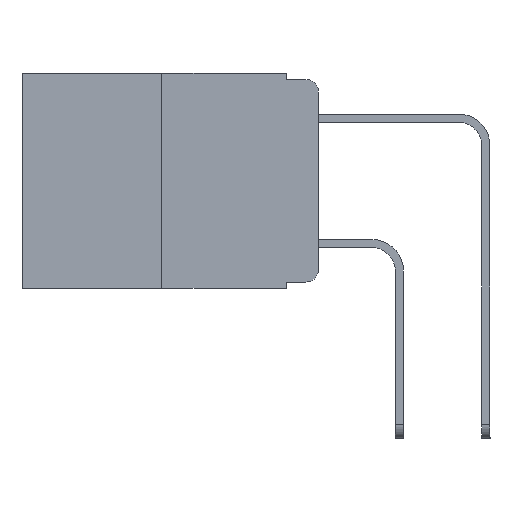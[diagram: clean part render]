
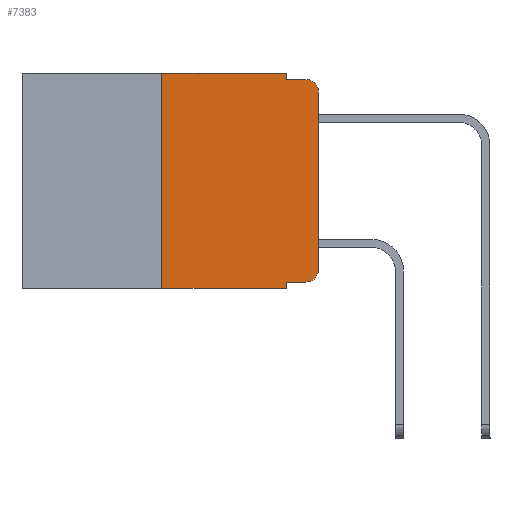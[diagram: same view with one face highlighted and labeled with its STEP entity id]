
A CAD part, left-side view. The second image highlights one B-rep face of the part: STEP entity #7383.
In plain terms, the highlighted planar face has unit normal (-1, 0, 0).
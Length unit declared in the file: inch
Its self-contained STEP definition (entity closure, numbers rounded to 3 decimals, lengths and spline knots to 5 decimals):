
#40 = CARTESIAN_POINT ( 'NONE',  ( 0., 0.473, -0.343 ) ) ;
#125 = CARTESIAN_POINT ( 'NONE',  ( 0., 0.051, -0.333 ) ) ;
#170 = CIRCLE ( 'NONE', #7709, 0.02 ) ;
#487 = CARTESIAN_POINT ( 'NONE',  ( 0., 0.473, 0. ) ) ;
#553 = DIRECTION ( 'NONE',  ( 0., 0., -1. ) ) ;
#1327 = DIRECTION ( 'NONE',  ( -1., 0., 0. ) ) ;
#1652 = AXIS2_PLACEMENT_3D ( 'NONE', #487, #10021, #553 ) ;
#1991 = LINE ( 'NONE', #7215, #18268 ) ;
#2049 = ORIENTED_EDGE ( 'NONE', *, *, #16361, .F. ) ;
#2070 = ORIENTED_EDGE ( 'NONE', *, *, #10278, .T. ) ;
#2314 = ORIENTED_EDGE ( 'NONE', *, *, #19904, .T. ) ;
#2732 = ORIENTED_EDGE ( 'NONE', *, *, #14674, .F. ) ;
#2908 = LINE ( 'NONE', #5102, #18675 ) ;
#3020 = VERTEX_POINT ( 'NONE', #4823 ) ;
#3332 = DIRECTION ( 'NONE',  ( -1., 0., 0. ) ) ;
#3485 = VECTOR ( 'NONE', #8181, 39.37008 ) ;
#3703 = CARTESIAN_POINT ( 'NONE',  ( 0., 0.02, -0.333 ) ) ;
#4057 = VECTOR ( 'NONE', #8023, 39.37008 ) ;
#4823 = CARTESIAN_POINT ( 'NONE',  ( 0., 0.051, -0.01 ) ) ;
#4874 = FACE_OUTER_BOUND ( 'NONE', #20035, .T. ) ;
#4910 = VERTEX_POINT ( 'NONE', #125 ) ;
#5102 = CARTESIAN_POINT ( 'NONE',  ( 0., 0., 0. ) ) ;
#5533 = ORIENTED_EDGE ( 'NONE', *, *, #17442, .F. ) ;
#5850 = EDGE_CURVE ( 'NONE', #10717, #8582, #15257, .T. ) ;
#6063 = LINE ( 'NONE', #8294, #9713 ) ;
#6113 = ORIENTED_EDGE ( 'NONE', *, *, #12206, .F. ) ;
#6604 = CARTESIAN_POINT ( 'NONE',  ( 0., 0.051, 0. ) ) ;
#7215 = CARTESIAN_POINT ( 'NONE',  ( 0., 0.25, 0. ) ) ;
#7264 = AXIS2_PLACEMENT_3D ( 'NONE', #10753, #1327, #12347 ) ;
#7383 = ADVANCED_FACE ( 'NONE', ( #4874 ), #8498, .F. ) ;
#7563 = LINE ( 'NONE', #17403, #19522 ) ;
#7709 = AXIS2_PLACEMENT_3D ( 'NONE', #12775, #3332, #14368 ) ;
#7926 = CARTESIAN_POINT ( 'NONE',  ( 0., 0., -0.313 ) ) ;
#8023 = DIRECTION ( 'NONE',  ( 0., -1., 0. ) ) ;
#8037 = VECTOR ( 'NONE', #13985, 39.37008 ) ;
#8042 = DIRECTION ( 'NONE',  ( 0., 0., -1. ) ) ;
#8181 = DIRECTION ( 'NONE',  ( 0., 0., -1. ) ) ;
#8238 = LINE ( 'NONE', #6604, #3485 ) ;
#8294 = CARTESIAN_POINT ( 'NONE',  ( 0., 0.051, -0.333 ) ) ;
#8492 = EDGE_CURVE ( 'NONE', #16610, #10859, #12436, .T. ) ;
#8494 = CARTESIAN_POINT ( 'NONE',  ( 0., 0.473, 0. ) ) ;
#8498 = PLANE ( 'NONE',  #1652 ) ;
#8582 = VERTEX_POINT ( 'NONE', #19185 ) ;
#8806 = VECTOR ( 'NONE', #14804, 39.37008 ) ;
#9713 = VECTOR ( 'NONE', #9825, 39.37008 ) ;
#9825 = DIRECTION ( 'NONE',  ( 0., -1., 0. ) ) ;
#10021 = DIRECTION ( 'NONE',  ( 1., 0., 0. ) ) ;
#10278 = EDGE_CURVE ( 'NONE', #17597, #19123, #170, .T. ) ;
#10717 = VERTEX_POINT ( 'NONE', #18582 ) ;
#10753 = CARTESIAN_POINT ( 'NONE',  ( 0., 0.02, -0.03 ) ) ;
#10770 = CARTESIAN_POINT ( 'NONE',  ( 0., 0.051, -0.01 ) ) ;
#10859 = VERTEX_POINT ( 'NONE', #18994 ) ;
#12206 = EDGE_CURVE ( 'NONE', #16866, #15108, #12964, .T. ) ;
#12347 = DIRECTION ( 'NONE',  ( 0., 0., -1. ) ) ;
#12436 = LINE ( 'NONE', #40, #4057 ) ;
#12705 = ORIENTED_EDGE ( 'NONE', *, *, #5850, .T. ) ;
#12775 = CARTESIAN_POINT ( 'NONE',  ( 0., 0.02, -0.313 ) ) ;
#12964 = LINE ( 'NONE', #8494, #8806 ) ;
#13016 = ORIENTED_EDGE ( 'NONE', *, *, #13856, .F. ) ;
#13856 = EDGE_CURVE ( 'NONE', #3020, #8582, #17338, .T. ) ;
#13985 = DIRECTION ( 'NONE',  ( 0., -1., 0. ) ) ;
#14368 = DIRECTION ( 'NONE',  ( 0., 0., -1. ) ) ;
#14372 = CARTESIAN_POINT ( 'NONE',  ( 0., 0.25, 0. ) ) ;
#14674 = EDGE_CURVE ( 'NONE', #16610, #16866, #1991, .T. ) ;
#14804 = DIRECTION ( 'NONE',  ( 0., -1., 0. ) ) ;
#15108 = VERTEX_POINT ( 'NONE', #16007 ) ;
#15115 = ORIENTED_EDGE ( 'NONE', *, *, #8492, .T. ) ;
#15257 = CIRCLE ( 'NONE', #7264, 0.02 ) ;
#16007 = CARTESIAN_POINT ( 'NONE',  ( 0., 0.051, 0. ) ) ;
#16361 = EDGE_CURVE ( 'NONE', #4910, #10859, #7563, .T. ) ;
#16445 = EDGE_CURVE ( 'NONE', #4910, #17597, #6063, .T. ) ;
#16571 = DIRECTION ( 'NONE',  ( 0., 0., 1. ) ) ;
#16610 = VERTEX_POINT ( 'NONE', #19980 ) ;
#16866 = VERTEX_POINT ( 'NONE', #14372 ) ;
#17338 = LINE ( 'NONE', #10770, #8037 ) ;
#17403 = CARTESIAN_POINT ( 'NONE',  ( 0., 0.051, 0. ) ) ;
#17442 = EDGE_CURVE ( 'NONE', #15108, #3020, #8238, .T. ) ;
#17597 = VERTEX_POINT ( 'NONE', #3703 ) ;
#17665 = DIRECTION ( 'NONE',  ( 0., 0., 1. ) ) ;
#17854 = ORIENTED_EDGE ( 'NONE', *, *, #16445, .T. ) ;
#18268 = VECTOR ( 'NONE', #16571, 39.37008 ) ;
#18582 = CARTESIAN_POINT ( 'NONE',  ( 0., 0., -0.03 ) ) ;
#18675 = VECTOR ( 'NONE', #17665, 39.37008 ) ;
#18994 = CARTESIAN_POINT ( 'NONE',  ( 0., 0.051, -0.343 ) ) ;
#19123 = VERTEX_POINT ( 'NONE', #7926 ) ;
#19185 = CARTESIAN_POINT ( 'NONE',  ( 0., 0.02, -0.01 ) ) ;
#19522 = VECTOR ( 'NONE', #8042, 39.37008 ) ;
#19904 = EDGE_CURVE ( 'NONE', #19123, #10717, #2908, .T. ) ;
#19980 = CARTESIAN_POINT ( 'NONE',  ( 0., 0.25, -0.343 ) ) ;
#20035 = EDGE_LOOP ( 'NONE', ( #2314, #12705, #13016, #5533, #6113, #2732, #15115, #2049, #17854, #2070 ) ) ;
